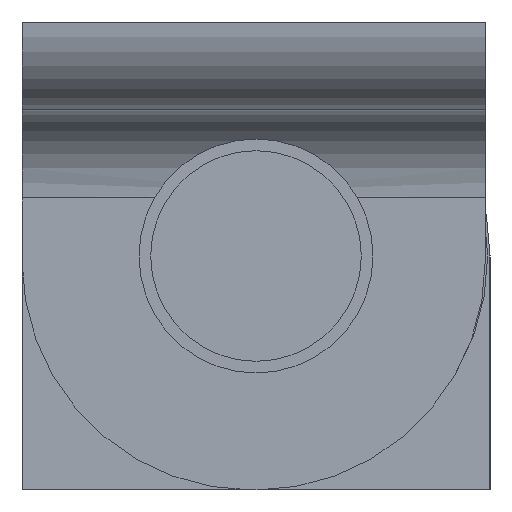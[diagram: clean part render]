
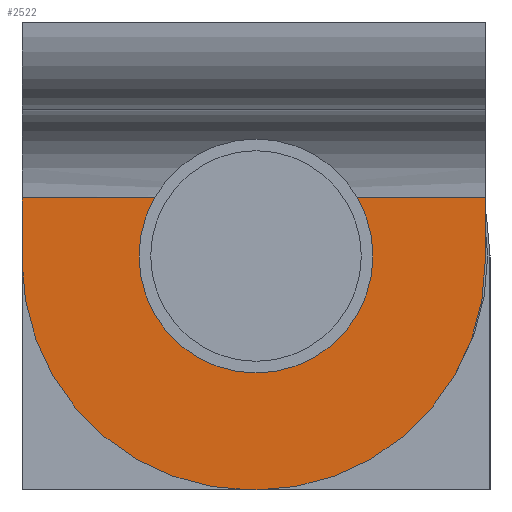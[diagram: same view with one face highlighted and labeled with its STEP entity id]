
A CAD part, left-side view. The second image highlights one B-rep face of the part: STEP entity #2522.
In plain terms, the highlighted planar face has unit normal (-1, 0, 0).
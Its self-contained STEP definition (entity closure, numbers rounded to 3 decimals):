
#2296=CARTESIAN_POINT('',(-0.688,0.145,0.5));
#2297=VERTEX_POINT('',#2296);
#2313=CARTESIAN_POINT('',(-0.688,-0.135,0.5));
#2314=VERTEX_POINT('',#2313);
#2321=CARTESIAN_POINT('',(-0.688,-0.06,0.624));
#2322=VERTEX_POINT('',#2321);
#2323=CARTESIAN_POINT('',(-0.688,0.005,0.5));
#2324=DIRECTION('',(1.0,0.0,0.0));
#2325=DIRECTION('',(0.0,1.0,0.0));
#2326=AXIS2_PLACEMENT_3D('',#2323,#2324,#2325);
#2327=CIRCLE('',#2326,0.14);
#2328=EDGE_CURVE('',#2322,#2314,#2327,.T.);
#2330=CARTESIAN_POINT('',(-0.688,0.07,0.624));
#2331=VERTEX_POINT('',#2330);
#2341=CARTESIAN_POINT('',(-0.688,0.005,0.5));
#2342=DIRECTION('',(1.0,0.0,0.0));
#2343=DIRECTION('',(0.0,1.0,0.0));
#2344=AXIS2_PLACEMENT_3D('',#2341,#2342,#2343);
#2345=CIRCLE('',#2344,0.14);
#2346=EDGE_CURVE('',#2297,#2331,#2345,.T.);
#2357=CARTESIAN_POINT('',(-0.688,0.005,0.5));
#2358=DIRECTION('',(1.0,0.0,0.0));
#2359=DIRECTION('',(0.0,1.0,0.0));
#2360=AXIS2_PLACEMENT_3D('',#2357,#2358,#2359);
#2361=CIRCLE('',#2360,0.14);
#2362=EDGE_CURVE('',#2314,#2297,#2361,.T.);
#2456=CARTESIAN_POINT('',(-0.688,0.5,0.));
#2457=DIRECTION('',(-1.0,0.0,0.0));
#2458=DIRECTION('',(0.0,0.0,1.0));
#2459=AXIS2_PLACEMENT_3D('',#2456,#2457,#2458);
#2460=PLANE('',#2459);
#2461=ORIENTED_EDGE('',*,*,#2328,.T.);
#2462=ORIENTED_EDGE('',*,*,#2362,.T.);
#2463=ORIENTED_EDGE('',*,*,#2346,.T.);
#2464=CARTESIAN_POINT('',(-0.688,0.5,0.624));
#2465=VERTEX_POINT('',#2464);
#2466=CARTESIAN_POINT('',(-0.688,0.5,0.624));
#2467=DIRECTION('',(0.0,-1.0,0.0));
#2468=VECTOR('',#2467,0.43);
#2469=LINE('',#2466,#2468);
#2470=EDGE_CURVE('',#2465,#2331,#2469,.T.);
#2471=ORIENTED_EDGE('',*,*,#2470,.F.);
#2472=CARTESIAN_POINT('',(-0.688,0.5,0.49));
#2473=VERTEX_POINT('',#2472);
#2474=CARTESIAN_POINT('',(-0.688,0.5,0.49));
#2475=DIRECTION('',(0.0,0.0,1.0));
#2476=VECTOR('',#2475,0.134);
#2477=LINE('',#2474,#2476);
#2478=EDGE_CURVE('',#2473,#2465,#2477,.T.);
#2479=ORIENTED_EDGE('',*,*,#2478,.F.);
#2480=CARTESIAN_POINT('',(-0.688,0.01,0.));
#2481=VERTEX_POINT('',#2480);
#2482=CARTESIAN_POINT('',(-0.688,0.01,0.49));
#2483=DIRECTION('',(1.0,0.,0.));
#2484=DIRECTION('',(0.,0.707,-0.707));
#2485=AXIS2_PLACEMENT_3D('',#2482,#2483,#2484);
#2486=CIRCLE('',#2485,0.49);
#2487=EDGE_CURVE('',#2481,#2473,#2486,.T.);
#2488=ORIENTED_EDGE('',*,*,#2487,.F.);
#2489=CARTESIAN_POINT('',(-0.688,0.,0.));
#2490=VERTEX_POINT('',#2489);
#2491=CARTESIAN_POINT('',(-0.688,0.01,0.));
#2492=DIRECTION('',(0.0,-1.0,0.0));
#2493=VECTOR('',#2492,0.01);
#2494=LINE('',#2491,#2493);
#2495=EDGE_CURVE('',#2481,#2490,#2494,.T.);
#2496=ORIENTED_EDGE('',*,*,#2495,.T.);
#2497=CARTESIAN_POINT('',(-0.688,-0.49,0.49));
#2498=VERTEX_POINT('',#2497);
#2499=CARTESIAN_POINT('',(-0.688,0.,0.49));
#2500=DIRECTION('',(1.0,0.,0.));
#2501=DIRECTION('',(0.,-0.707,-0.707));
#2502=AXIS2_PLACEMENT_3D('',#2499,#2500,#2501);
#2503=CIRCLE('',#2502,0.49);
#2504=EDGE_CURVE('',#2498,#2490,#2503,.T.);
#2505=ORIENTED_EDGE('',*,*,#2504,.F.);
#2506=CARTESIAN_POINT('',(-0.688,-0.49,0.624));
#2507=VERTEX_POINT('',#2506);
#2508=CARTESIAN_POINT('',(-0.688,-0.49,0.49));
#2509=DIRECTION('',(0.0,0.0,1.0));
#2510=VECTOR('',#2509,0.134);
#2511=LINE('',#2508,#2510);
#2512=EDGE_CURVE('',#2498,#2507,#2511,.T.);
#2513=ORIENTED_EDGE('',*,*,#2512,.T.);
#2514=CARTESIAN_POINT('',(-0.688,-0.06,0.624));
#2515=DIRECTION('',(0.0,-1.0,0.0));
#2516=VECTOR('',#2515,0.43);
#2517=LINE('',#2514,#2516);
#2518=EDGE_CURVE('',#2322,#2507,#2517,.T.);
#2519=ORIENTED_EDGE('',*,*,#2518,.F.);
#2520=EDGE_LOOP('',(#2461,#2462,#2463,#2471,#2479,#2488,#2496,#2505,#2513,#2519));
#2521=FACE_OUTER_BOUND('',#2520,.T.);
#2522=ADVANCED_FACE('',(#2521),#2460,.T.);
